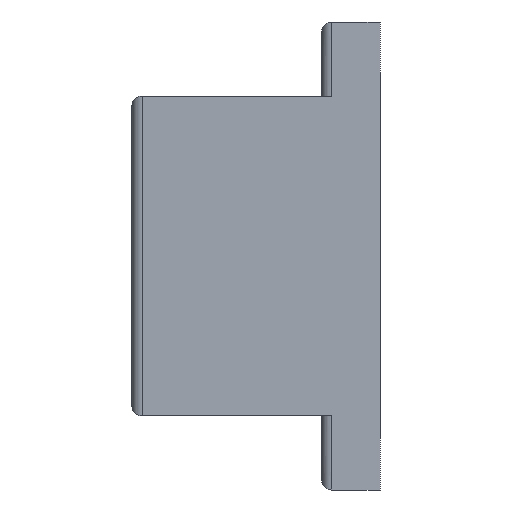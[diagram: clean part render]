
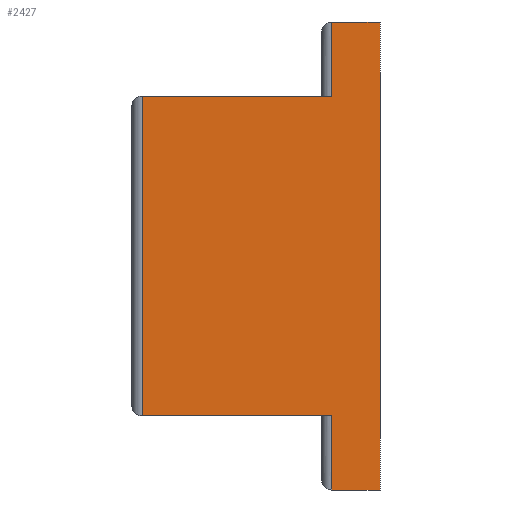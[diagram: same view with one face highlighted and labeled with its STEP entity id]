
A CAD part, left-side view. The second image highlights one B-rep face of the part: STEP entity #2427.
In plain terms, the highlighted planar face has unit normal (-1, 0, 0).
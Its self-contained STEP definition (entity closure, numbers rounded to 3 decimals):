
#2 = VECTOR ( 'NONE', #703, 1000. ) ;
#13 = CARTESIAN_POINT ( 'NONE',  ( -56., 9.4, 45.65 ) ) ;
#86 = VERTEX_POINT ( 'NONE', #550 ) ;
#97 = VECTOR ( 'NONE', #1414, 1000. ) ;
#101 = DIRECTION ( 'NONE',  ( 0., 0., 1. ) ) ;
#130 = LINE ( 'NONE', #956, #443 ) ;
#146 = AXIS2_PLACEMENT_3D ( 'NONE', #2421, #2433, #358 ) ;
#156 = FACE_OUTER_BOUND ( 'NONE', #1067, .T. ) ;
#170 = DIRECTION ( 'NONE',  ( 0., -1., 0. ) ) ;
#214 = ORIENTED_EDGE ( 'NONE', *, *, #389, .T. ) ;
#310 = ORIENTED_EDGE ( 'NONE', *, *, #2077, .T. ) ;
#327 = DIRECTION ( 'NONE',  ( 0., -1., 0. ) ) ;
#332 = ORIENTED_EDGE ( 'NONE', *, *, #1898, .T. ) ;
#358 = DIRECTION ( 'NONE',  ( 0., 0., -1. ) ) ;
#389 = EDGE_CURVE ( 'NONE', #1569, #495, #1188, .T. ) ;
#403 = VECTOR ( 'NONE', #2208, 1000. ) ;
#426 = CARTESIAN_POINT ( 'NONE',  ( -56., 46.4, 31.2 ) ) ;
#443 = VECTOR ( 'NONE', #1777, 1000. ) ;
#495 = VERTEX_POINT ( 'NONE', #768 ) ;
#504 = DIRECTION ( 'NONE',  ( 0., 0., -1. ) ) ;
#507 = VECTOR ( 'NONE', #101, 1000. ) ;
#550 = CARTESIAN_POINT ( 'NONE',  ( -56., 9.4, 31.2 ) ) ;
#563 = CARTESIAN_POINT ( 'NONE',  ( -56., 48.4, -31.2 ) ) ;
#695 = VECTOR ( 'NONE', #170, 1000. ) ;
#703 = DIRECTION ( 'NONE',  ( 0., -1., 0. ) ) ;
#721 = VERTEX_POINT ( 'NONE', #1120 ) ;
#768 = CARTESIAN_POINT ( 'NONE',  ( -56., 9.4, -31.2 ) ) ;
#827 = CARTESIAN_POINT ( 'NONE',  ( -56., 46.4, -31.2 ) ) ;
#885 = ORIENTED_EDGE ( 'NONE', *, *, #994, .F. ) ;
#937 = CARTESIAN_POINT ( 'NONE',  ( -56., 11.4, 45.65 ) ) ;
#956 = CARTESIAN_POINT ( 'NONE',  ( -56., 48.4, 31.2 ) ) ;
#968 = PLANE ( 'NONE',  #146 ) ;
#971 = ORIENTED_EDGE ( 'NONE', *, *, #1833, .F. ) ;
#994 = EDGE_CURVE ( 'NONE', #1150, #2571, #1733, .T. ) ;
#1005 = LINE ( 'NONE', #2661, #2 ) ;
#1067 = EDGE_LOOP ( 'NONE', ( #885, #332, #971, #310, #214, #2096, #2406, #1882 ) ) ;
#1087 = VECTOR ( 'NONE', #504, 1000. ) ;
#1120 = CARTESIAN_POINT ( 'NONE',  ( -56., 0., -45.65 ) ) ;
#1127 = LINE ( 'NONE', #1503, #1087 ) ;
#1150 = VERTEX_POINT ( 'NONE', #13 ) ;
#1188 = LINE ( 'NONE', #563, #695 ) ;
#1285 = VERTEX_POINT ( 'NONE', #1938 ) ;
#1357 = CARTESIAN_POINT ( 'NONE',  ( -56., 46.4, -31.2 ) ) ;
#1372 = LINE ( 'NONE', #1357, #403 ) ;
#1414 = DIRECTION ( 'NONE',  ( 0., 0., -1. ) ) ;
#1503 = CARTESIAN_POINT ( 'NONE',  ( -56., 9.4, 31.2 ) ) ;
#1559 = CARTESIAN_POINT ( 'NONE',  ( -56., 9.4, -45.65 ) ) ;
#1569 = VERTEX_POINT ( 'NONE', #827 ) ;
#1703 = EDGE_CURVE ( 'NONE', #721, #2571, #2550, .T. ) ;
#1733 = LINE ( 'NONE', #937, #2223 ) ;
#1777 = DIRECTION ( 'NONE',  ( 0., -1., 0. ) ) ;
#1833 = EDGE_CURVE ( 'NONE', #2250, #86, #130, .T. ) ;
#1882 = ORIENTED_EDGE ( 'NONE', *, *, #1703, .T. ) ;
#1898 = EDGE_CURVE ( 'NONE', #1150, #86, #1127, .T. ) ;
#1938 = CARTESIAN_POINT ( 'NONE',  ( -56., 9.4, -45.65 ) ) ;
#1981 = LINE ( 'NONE', #1559, #97 ) ;
#2077 = EDGE_CURVE ( 'NONE', #2250, #1569, #1372, .T. ) ;
#2096 = ORIENTED_EDGE ( 'NONE', *, *, #2502, .T. ) ;
#2208 = DIRECTION ( 'NONE',  ( 0., 0., -1. ) ) ;
#2223 = VECTOR ( 'NONE', #327, 1000. ) ;
#2240 = CARTESIAN_POINT ( 'NONE',  ( -56., 0., 45.65 ) ) ;
#2250 = VERTEX_POINT ( 'NONE', #426 ) ;
#2338 = CARTESIAN_POINT ( 'NONE',  ( -56., 0., 0. ) ) ;
#2406 = ORIENTED_EDGE ( 'NONE', *, *, #2630, .T. ) ;
#2421 = CARTESIAN_POINT ( 'NONE',  ( -56., 11.4, 0. ) ) ;
#2427 = ADVANCED_FACE ( 'NONE', ( #156 ), #968, .F. ) ;
#2433 = DIRECTION ( 'NONE',  ( 1., 0., 0. ) ) ;
#2502 = EDGE_CURVE ( 'NONE', #495, #1285, #1981, .T. ) ;
#2550 = LINE ( 'NONE', #2338, #507 ) ;
#2571 = VERTEX_POINT ( 'NONE', #2240 ) ;
#2630 = EDGE_CURVE ( 'NONE', #1285, #721, #1005, .T. ) ;
#2661 = CARTESIAN_POINT ( 'NONE',  ( -56., 11.4, -45.65 ) ) ;
